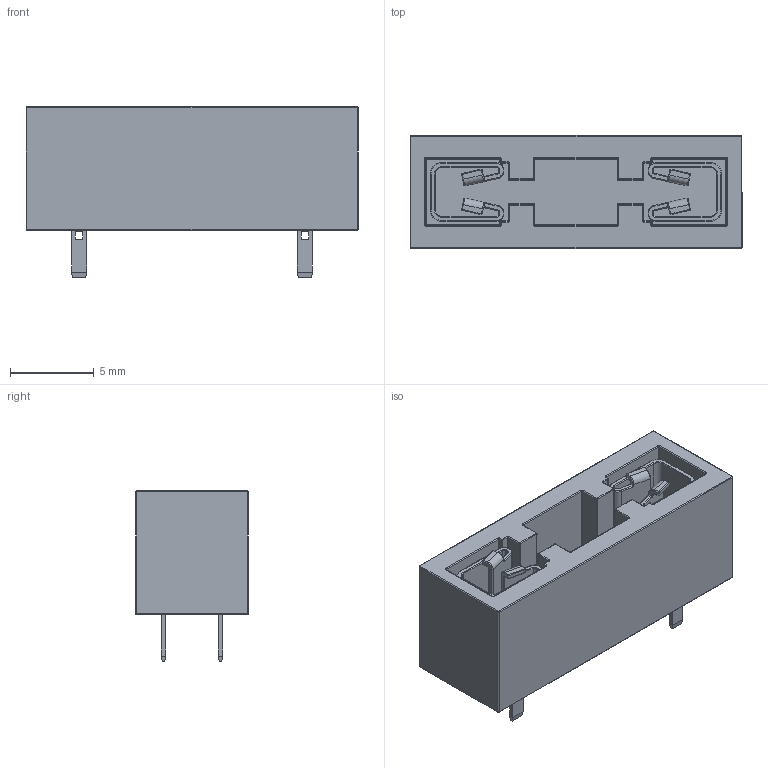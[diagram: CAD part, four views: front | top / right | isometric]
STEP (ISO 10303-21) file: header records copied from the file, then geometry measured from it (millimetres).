
FILE_DESCRIPTION (( 'STEP AP214' ), '1' );
FILE_NAME ('01000066Z.STEP', '2025-01-03T04:06:38', ( '' ), ( '' ), 'SwSTEP 2.0', 'SolidWorks 2023', '' );
FILE_SCHEMA (( 'AUTOMOTIVE_DESIGN' ));
Length unit declared in the file: millimetre
Products named in the file (1): 01000066Z
Bounding box: 19.81 x 6.73 x 10.16 mm (x, y, z)
Volume: 710.3 mm3; surface area: 1273 mm2
Topology: 7 solids, 7 shells, 549 faces, 1256 edges, 668 vertices
Faces by surface type: cylinder 238, plane 143, torus 100, sphere 64, bspline 4
Entity records: 17078 total; most frequent: DIRECTION 2878, CARTESIAN_POINT 2524, ORIENTED_EDGE 2404, EDGE_CURVE 1202, AXIS2_PLACEMENT_3D 1138, VERTEX_POINT 668, LINE 602, VECTOR 602
